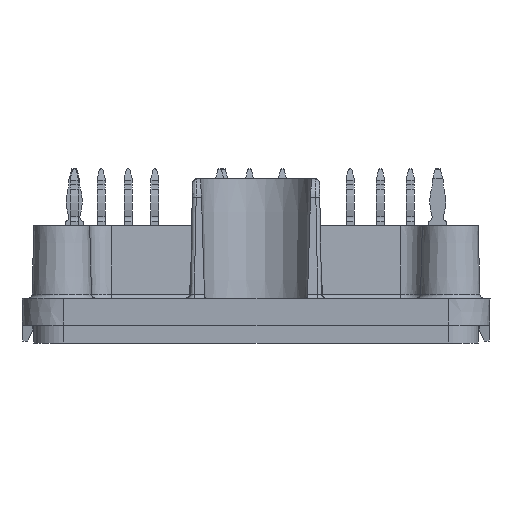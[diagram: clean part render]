
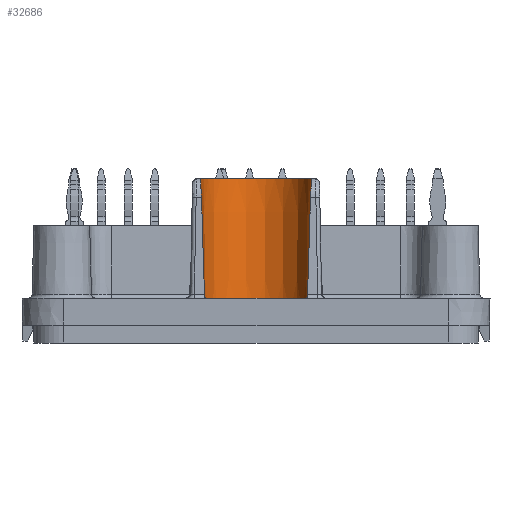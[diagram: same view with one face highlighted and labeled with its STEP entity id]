
A CAD part, left-side view. The second image highlights one B-rep face of the part: STEP entity #32686.
In plain terms, the highlighted conical face has half-angle 1 degrees and reference radius 5.538 mm.
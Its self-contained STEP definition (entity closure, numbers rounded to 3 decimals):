
#73=CONICAL_SURFACE('',#34153,5.538,0.017);
#129=B_SPLINE_CURVE_WITH_KNOTS('',3,(#47521,#47522,#47523,#47524,#47525),
 .UNSPECIFIED.,.F.,.F.,(4,1,4),(0.,0.002,0.003),
 .UNSPECIFIED.);
#130=B_SPLINE_CURVE_WITH_KNOTS('',3,(#47533,#47534,#47535,#47536,#47537),
 .UNSPECIFIED.,.F.,.F.,(4,1,4),(0.,0.002,
0.003),.UNSPECIFIED.);
#131=B_SPLINE_CURVE_WITH_KNOTS('',3,(#47543,#47544,#47545,#47546),
 .UNSPECIFIED.,.F.,.F.,(4,4),(0.,0.001),.UNSPECIFIED.);
#136=B_SPLINE_CURVE_WITH_KNOTS('',3,(#47600,#47601,#47602,#47603),
 .UNSPECIFIED.,.F.,.F.,(4,4),(0.,0.001),
 .UNSPECIFIED.);
#149=ELLIPSE('',#34134,126.261,6.231);
#152=ELLIPSE('',#34152,126.261,6.231);
#6848=ORIENTED_EDGE('',*,*,#13295,.F.);
#6849=ORIENTED_EDGE('',*,*,#13613,.T.);
#6850=ORIENTED_EDGE('',*,*,#13611,.T.);
#6851=ORIENTED_EDGE('',*,*,#13600,.T.);
#6852=ORIENTED_EDGE('',*,*,#13591,.T.);
#6853=ORIENTED_EDGE('',*,*,#13589,.T.);
#6854=ORIENTED_EDGE('',*,*,#13588,.T.);
#6855=ORIENTED_EDGE('',*,*,#13586,.T.);
#6856=ORIENTED_EDGE('',*,*,#13584,.T.);
#13295=EDGE_CURVE('',#16827,#16827,#19149,.T.);
#13584=EDGE_CURVE('',#17022,#17023,#129,.T.);
#13586=EDGE_CURVE('',#17024,#17022,#19276,.F.);
#13588=EDGE_CURVE('',#17025,#17024,#130,.T.);
#13589=EDGE_CURVE('',#17026,#17025,#149,.F.);
#13591=EDGE_CURVE('',#17027,#17026,#131,.T.);
#13600=EDGE_CURVE('',#17032,#17027,#19277,.T.);
#13611=EDGE_CURVE('',#17037,#17032,#136,.T.);
#13613=EDGE_CURVE('',#17023,#17037,#152,.F.);
#16827=VERTEX_POINT('',#43560);
#17022=VERTEX_POINT('',#47518);
#17023=VERTEX_POINT('',#47520);
#17024=VERTEX_POINT('',#47528);
#17025=VERTEX_POINT('',#47532);
#17026=VERTEX_POINT('',#47540);
#17027=VERTEX_POINT('',#47547);
#17032=VERTEX_POINT('',#47572);
#17037=VERTEX_POINT('',#47604);
#19149=CIRCLE('',#33889,5.349);
#19276=CIRCLE('',#34131,5.585);
#19277=CIRCLE('',#34141,5.375);
#20178=EDGE_LOOP('',(#6848));
#20179=EDGE_LOOP('',(#6849,#6850,#6851,#6852,#6853,#6854,#6855,#6856));
#21619=FACE_BOUND('',#20178,.T.);
#21620=FACE_BOUND('',#20179,.T.);
#32686=ADVANCED_FACE('',(#21619,#21620),#73,.F.);
#33889=AXIS2_PLACEMENT_3D('',#43559,#36325,#36326);
#34131=AXIS2_PLACEMENT_3D('',#47529,#36934,#36935);
#34134=AXIS2_PLACEMENT_3D('',#47539,#36941,#36942);
#34141=AXIS2_PLACEMENT_3D('',#47571,#36961,#36962);
#34152=AXIS2_PLACEMENT_3D('',#47607,#36989,#36990);
#34153=AXIS2_PLACEMENT_3D('',#47608,#36991,#36992);
#36325=DIRECTION('',(0.,0.,1.));
#36326=DIRECTION('',(1.,0.,0.));
#36934=DIRECTION('',(0.,0.,-1.));
#36935=DIRECTION('',(1.,0.,0.));
#36941=DIRECTION('',(0.999,0.,-0.052));
#36942=DIRECTION('',(0.052,0.,0.999));
#36961=DIRECTION('',(0.,0.,1.));
#36962=DIRECTION('',(-1.,0.,0.));
#36989=DIRECTION('',(0.999,0.,-0.052));
#36990=DIRECTION('',(0.052,0.,0.999));
#36991=DIRECTION('',(0.,0.,1.));
#36992=DIRECTION('',(-1.,0.,0.));
#43559=CARTESIAN_POINT('',(-46.5,0.,-0.3));
#43560=CARTESIAN_POINT('',(-41.151,0.,-0.3));
#47518=CARTESIAN_POINT('',(-45.473,5.49,13.2));
#47520=CARTESIAN_POINT('',(-47.47,5.466,11.305));
#47521=CARTESIAN_POINT('',(-45.473,5.49,13.2));
#47522=CARTESIAN_POINT('',(-45.977,5.584,13.2));
#47523=CARTESIAN_POINT('',(-46.987,5.597,12.796));
#47524=CARTESIAN_POINT('',(-47.444,5.48,11.816));
#47525=CARTESIAN_POINT('',(-47.47,5.466,11.305));
#47528=CARTESIAN_POINT('',(-45.473,-5.49,13.2));
#47529=CARTESIAN_POINT('',(-46.5,0.,13.2));
#47532=CARTESIAN_POINT('',(-47.47,-5.466,11.305));
#47533=CARTESIAN_POINT('',(-47.47,-5.466,11.305));
#47534=CARTESIAN_POINT('',(-47.444,-5.48,11.816));
#47535=CARTESIAN_POINT('',(-46.988,-5.597,12.795));
#47536=CARTESIAN_POINT('',(-45.977,-5.584,13.2));
#47537=CARTESIAN_POINT('',(-45.473,-5.49,13.2));
#47539=CARTESIAN_POINT('',(-44.299,0.,71.817));
#47540=CARTESIAN_POINT('',(-47.98,-5.174,1.579));
#47543=CARTESIAN_POINT('',(-48.38,-5.036,1.2));
#47544=CARTESIAN_POINT('',(-48.182,-5.11,1.2));
#47545=CARTESIAN_POINT('',(-47.991,-5.167,1.369));
#47546=CARTESIAN_POINT('',(-47.98,-5.174,1.579));
#47547=CARTESIAN_POINT('',(-48.38,-5.036,1.2));
#47571=CARTESIAN_POINT('',(-46.5,0.,1.2));
#47572=CARTESIAN_POINT('',(-48.38,5.036,1.2));
#47600=CARTESIAN_POINT('',(-47.98,5.174,1.579));
#47601=CARTESIAN_POINT('',(-47.991,5.167,1.369));
#47602=CARTESIAN_POINT('',(-48.183,5.11,1.2));
#47603=CARTESIAN_POINT('',(-48.38,5.036,1.2));
#47604=CARTESIAN_POINT('',(-47.98,5.174,1.579));
#47607=CARTESIAN_POINT('',(-44.299,0.,71.817));
#47608=CARTESIAN_POINT('',(-46.5,0.,10.497));
